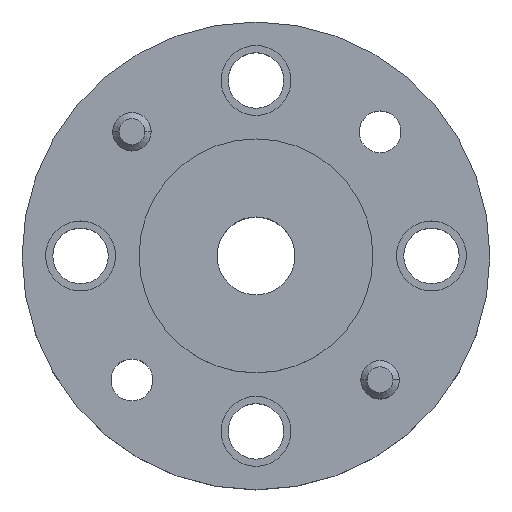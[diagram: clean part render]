
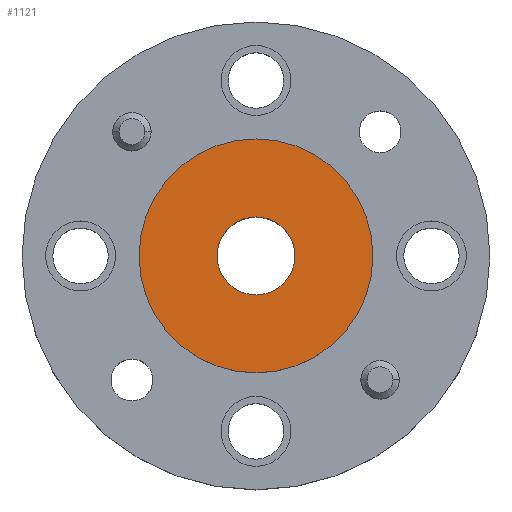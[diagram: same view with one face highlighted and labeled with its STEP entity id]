
A CAD part, top view. The second image highlights one B-rep face of the part: STEP entity #1121.
In plain terms, the highlighted planar face has unit normal (0, 0, 1).
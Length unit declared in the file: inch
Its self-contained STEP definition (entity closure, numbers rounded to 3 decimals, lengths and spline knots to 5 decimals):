
#9 = AXIS2_PLACEMENT_3D ( 'NONE', #285, #907, #756 ) ;
#28 = VERTEX_POINT ( 'NONE', #759 ) ;
#50 = AXIS2_PLACEMENT_3D ( 'NONE', #1907, #901, #690 ) ;
#79 = VERTEX_POINT ( 'NONE', #1974 ) ;
#132 = AXIS2_PLACEMENT_3D ( 'NONE', #763, #1533, #481 ) ;
#263 = FACE_OUTER_BOUND ( 'NONE', #349, .T. ) ;
#285 = CARTESIAN_POINT ( 'NONE',  ( 0., 0., 0.037 ) ) ;
#349 = EDGE_LOOP ( 'NONE', ( #1518, #1597 ) ) ;
#452 = CIRCLE ( 'NONE', #748, 0.1875 ) ;
#475 = EDGE_CURVE ( 'NONE', #79, #28, #1727, .T. ) ;
#481 = DIRECTION ( 'NONE',  ( 1., 0., 0. ) ) ;
#690 = DIRECTION ( 'NONE',  ( 1., 0., 0. ) ) ;
#720 = DIRECTION ( 'NONE',  ( 0., 0., 1. ) ) ;
#723 = PLANE ( 'NONE',  #1215 ) ;
#748 = AXIS2_PLACEMENT_3D ( 'NONE', #1483, #720, #1063 ) ;
#756 = DIRECTION ( 'NONE',  ( 1., 0., 0. ) ) ;
#759 = CARTESIAN_POINT ( 'NONE',  ( 0.0625, 0., 0.037 ) ) ;
#763 = CARTESIAN_POINT ( 'NONE',  ( 0., 0., 0.037 ) ) ;
#901 = DIRECTION ( 'NONE',  ( 0., 0., 1. ) ) ;
#907 = DIRECTION ( 'NONE',  ( 0., 0., 1. ) ) ;
#1063 = DIRECTION ( 'NONE',  ( 1., 0., 0. ) ) ;
#1121 = ADVANCED_FACE ( 'NONE', ( #1336, #263 ), #723, .T. ) ;
#1215 = AXIS2_PLACEMENT_3D ( 'NONE', #1806, #1353, #1813 ) ;
#1217 = EDGE_CURVE ( 'NONE', #1750, #1476, #1292, .T. ) ;
#1292 = CIRCLE ( 'NONE', #9, 0.1875 ) ;
#1311 = ORIENTED_EDGE ( 'NONE', *, *, #475, .F. ) ;
#1336 = FACE_BOUND ( 'NONE', #1536, .T. ) ;
#1353 = DIRECTION ( 'NONE',  ( 0., 0., 1. ) ) ;
#1406 = CARTESIAN_POINT ( 'NONE',  ( 0.1875, 0., 0.037 ) ) ;
#1430 = CARTESIAN_POINT ( 'NONE',  ( -0.1875, 0., 0.037 ) ) ;
#1476 = VERTEX_POINT ( 'NONE', #1430 ) ;
#1483 = CARTESIAN_POINT ( 'NONE',  ( 0., 0., 0.037 ) ) ;
#1518 = ORIENTED_EDGE ( 'NONE', *, *, #1609, .T. ) ;
#1533 = DIRECTION ( 'NONE',  ( 0., 0., 1. ) ) ;
#1536 = EDGE_LOOP ( 'NONE', ( #1638, #1311 ) ) ;
#1597 = ORIENTED_EDGE ( 'NONE', *, *, #1217, .T. ) ;
#1609 = EDGE_CURVE ( 'NONE', #1476, #1750, #452, .T. ) ;
#1638 = ORIENTED_EDGE ( 'NONE', *, *, #1706, .F. ) ;
#1706 = EDGE_CURVE ( 'NONE', #28, #79, #1716, .T. ) ;
#1716 = CIRCLE ( 'NONE', #132, 0.0625 ) ;
#1727 = CIRCLE ( 'NONE', #50, 0.0625 ) ;
#1750 = VERTEX_POINT ( 'NONE', #1406 ) ;
#1806 = CARTESIAN_POINT ( 'NONE',  ( 0., 0., 0.037 ) ) ;
#1813 = DIRECTION ( 'NONE',  ( 1., 0., 0. ) ) ;
#1907 = CARTESIAN_POINT ( 'NONE',  ( 0., 0., 0.037 ) ) ;
#1974 = CARTESIAN_POINT ( 'NONE',  ( -0.0625, 0., 0.037 ) ) ;
